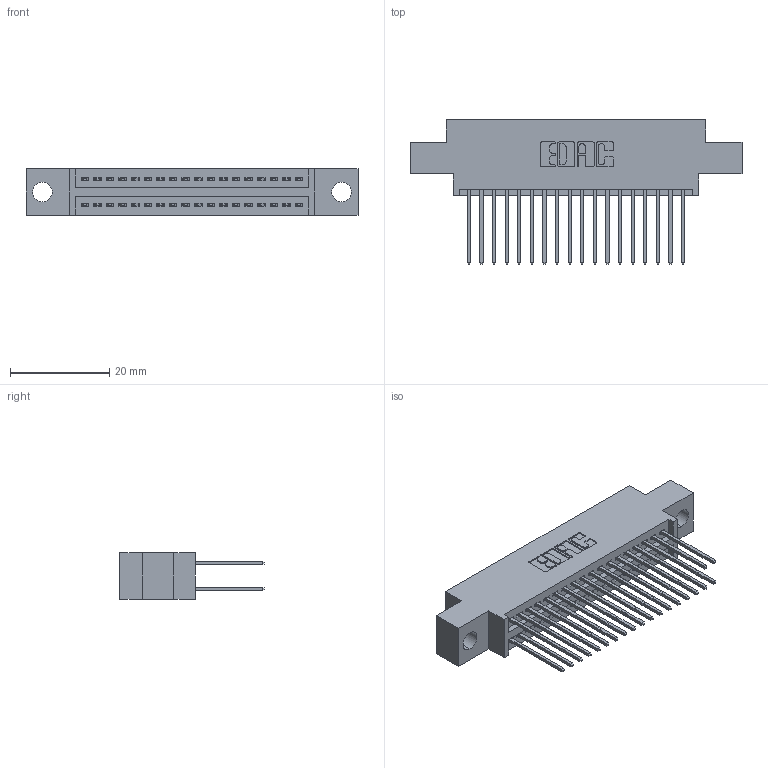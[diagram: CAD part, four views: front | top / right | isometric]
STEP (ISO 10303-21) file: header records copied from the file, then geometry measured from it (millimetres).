
FILE_DESCRIPTION (( 'STEP AP203' ), '1' );
FILE_NAME ('345-036-540-804.STEP', '2018-08-29T11:30:41', ( '' ), ( '' ), 'SwSTEP 2.0', 'SolidWorks 2016', '' );
FILE_SCHEMA (( 'CONFIG_CONTROL_DESIGN' ));
Length unit declared in the file: inch
Products named in the file (3): 345 Part_0.170 Offset - 0.156 Dia-TH; 345-292-001_345-293-140; 345-036-540-804
Assembly tree (37 placements, depth 2):
  345-036-540-804
    345 Part_0.170 Offset - 0.156 Dia-TH
    345-292-001_345-293-140  x36
Bounding box: 66.93 x 29.13 x 9.4 mm (x, y, z)
Volume: 6214 mm3; surface area: 9312.3 mm2
Topology: 37 solids, 37 shells, 1930 faces, 5717 edges, 3762 vertices
Faces by surface type: plane 1272, cylinder 658
Entity records: 17507 total; most frequent: CARTESIAN_POINT 2960, ORIENTED_EDGE 2894, DIRECTION 2639, EDGE_CURVE 1447, VECTOR 1243, LINE 1243, VERTEX_POINT 962, AXIS2_PLACEMENT_3D 698
